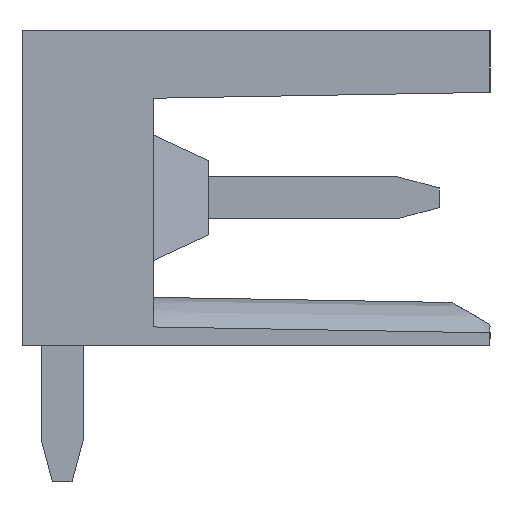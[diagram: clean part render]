
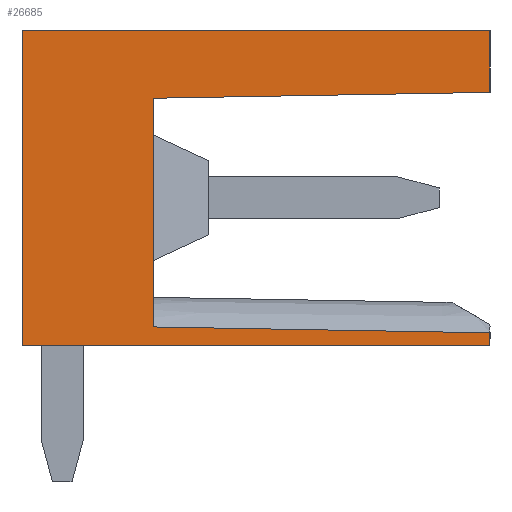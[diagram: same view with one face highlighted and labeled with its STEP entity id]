
A CAD part, left-side view. The second image highlights one B-rep face of the part: STEP entity #26685.
In plain terms, the highlighted planar face has unit normal (-1, 0, 0).
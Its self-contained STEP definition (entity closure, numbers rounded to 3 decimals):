
#26635=AXIS2_PLACEMENT_3D('Plane Axis2P3D',#26632,#26633,#26634) ;
#25792=CARTESIAN_POINT('Vertex',(0.,0.,3.511)) ;
#25806=CARTESIAN_POINT('Vertex',(0.,7.95,3.65)) ;
#25810=CARTESIAN_POINT('Control Point',(0.,0.,3.511)) ;
#25811=CARTESIAN_POINT('Control Point',(0.,7.95,3.65)) ;
#26407=CARTESIAN_POINT('Vertex',(0.,0.,9.189)) ;
#26410=CARTESIAN_POINT('Line Origine',(0.,3.975,9.119)) ;
#26414=CARTESIAN_POINT('Vertex',(0.,7.95,9.05)) ;
#26632=CARTESIAN_POINT('Axis2P3D Location',(0.,0.,0.)) ;
#26637=CARTESIAN_POINT('Line Origine',(0.,0.,9.919)) ;
#26641=CARTESIAN_POINT('Vertex',(0.,0.,10.65)) ;
#26644=CARTESIAN_POINT('Line Origine',(0.,5.525,10.65)) ;
#26648=CARTESIAN_POINT('Vertex',(0.,11.05,10.65)) ;
#26651=CARTESIAN_POINT('Line Origine',(0.,11.05,6.925)) ;
#26655=CARTESIAN_POINT('Vertex',(0.,11.05,3.2)) ;
#26658=CARTESIAN_POINT('Line Origine',(0.,5.525,3.2)) ;
#26662=CARTESIAN_POINT('Vertex',(0.,0.,3.2)) ;
#26665=CARTESIAN_POINT('Line Origine',(0.,0.,3.356)) ;
#26670=CARTESIAN_POINT('Line Origine',(0.,7.95,6.35)) ;
#26411=DIRECTION('Vector Direction',(0.,-1.,0.017)) ;
#26633=DIRECTION('Axis2P3D Direction',(-1.,0.,0.)) ;
#26634=DIRECTION('Axis2P3D XDirection',(0.,-1.,0.)) ;
#26638=DIRECTION('Vector Direction',(0.,0.,-1.)) ;
#26645=DIRECTION('Vector Direction',(0.,-1.,0.)) ;
#26652=DIRECTION('Vector Direction',(0.,0.,1.)) ;
#26659=DIRECTION('Vector Direction',(0.,1.,0.)) ;
#26666=DIRECTION('Vector Direction',(0.,0.,-1.)) ;
#26671=DIRECTION('Vector Direction',(0.,0.,1.)) ;
#26412=VECTOR('Line Direction',#26411,1.) ;
#26639=VECTOR('Line Direction',#26638,1.) ;
#26646=VECTOR('Line Direction',#26645,1.) ;
#26653=VECTOR('Line Direction',#26652,1.) ;
#26660=VECTOR('Line Direction',#26659,1.) ;
#26667=VECTOR('Line Direction',#26666,1.) ;
#26672=VECTOR('Line Direction',#26671,1.) ;
#26676=ORIENTED_EDGE('',*,*,#26643,.T.) ;
#26677=ORIENTED_EDGE('',*,*,#26650,.T.) ;
#26678=ORIENTED_EDGE('',*,*,#26657,.T.) ;
#26679=ORIENTED_EDGE('',*,*,#26664,.T.) ;
#26680=ORIENTED_EDGE('',*,*,#26669,.T.) ;
#26681=ORIENTED_EDGE('',*,*,#25812,.F.) ;
#26682=ORIENTED_EDGE('',*,*,#26674,.F.) ;
#26683=ORIENTED_EDGE('',*,*,#26416,.F.) ;
#26685=ADVANCED_FACE('HOUSING',(#26684),#26636,.T.) ;
#25809=B_SPLINE_CURVE_WITH_KNOTS('',1,(#25810,#25811),.UNSPECIFIED.,.F.,.U.,(2,2),(-3.976,3.976),.UNSPECIFIED.) ;
#25812=EDGE_CURVE('',#25807,#25793,#25809,.F.) ;
#26416=EDGE_CURVE('',#26408,#26415,#26413,.F.) ;
#26643=EDGE_CURVE('',#26408,#26642,#26640,.F.) ;
#26650=EDGE_CURVE('',#26642,#26649,#26647,.F.) ;
#26657=EDGE_CURVE('',#26649,#26656,#26654,.F.) ;
#26664=EDGE_CURVE('',#26656,#26663,#26661,.F.) ;
#26669=EDGE_CURVE('',#26663,#25793,#26668,.F.) ;
#26674=EDGE_CURVE('',#26415,#25807,#26673,.F.) ;
#26675=EDGE_LOOP('',(#26676,#26677,#26678,#26679,#26680,#26681,#26682,#26683)) ;
#26684=FACE_OUTER_BOUND('',#26675,.T.) ;
#26413=LINE('Line',#26410,#26412) ;
#26640=LINE('Line',#26637,#26639) ;
#26647=LINE('Line',#26644,#26646) ;
#26654=LINE('Line',#26651,#26653) ;
#26661=LINE('Line',#26658,#26660) ;
#26668=LINE('Line',#26665,#26667) ;
#26673=LINE('Line',#26670,#26672) ;
#26636=PLANE('',#26635) ;
#25793=VERTEX_POINT('',#25792) ;
#25807=VERTEX_POINT('',#25806) ;
#26408=VERTEX_POINT('',#26407) ;
#26415=VERTEX_POINT('',#26414) ;
#26642=VERTEX_POINT('',#26641) ;
#26649=VERTEX_POINT('',#26648) ;
#26656=VERTEX_POINT('',#26655) ;
#26663=VERTEX_POINT('',#26662) ;
